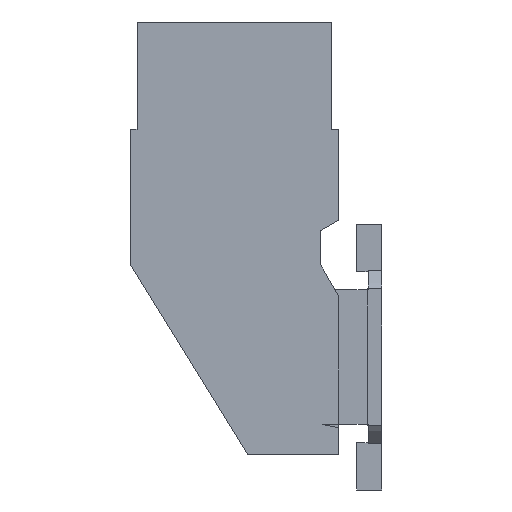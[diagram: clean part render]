
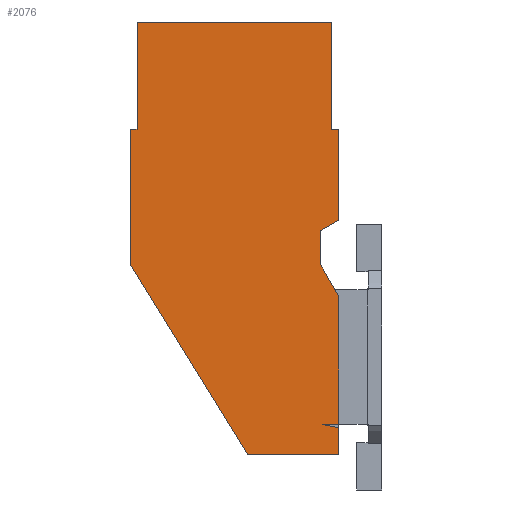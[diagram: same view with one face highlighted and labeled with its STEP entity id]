
A CAD part, left-side view. The second image highlights one B-rep face of the part: STEP entity #2076.
In plain terms, the highlighted planar face has unit normal (-1, 0, 0).
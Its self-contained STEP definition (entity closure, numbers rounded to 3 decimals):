
#10 = VERTEX_POINT ( 'NONE', #870 ) ;
#18 = ORIENTED_EDGE ( 'NONE', *, *, #795, .F. ) ;
#32 = VECTOR ( 'NONE', #2809, 1000. ) ;
#36 = EDGE_LOOP ( 'NONE', ( #971, #1791, #2347, #681, #2584, #1690, #301, #398, #2987, #492, #485, #3127, #2446, #3182, #194, #18 ) ) ;
#82 = VECTOR ( 'NONE', #2697, 1000. ) ;
#91 = CARTESIAN_POINT ( 'NONE',  ( -191.5, 537., 500.5 ) ) ;
#116 = VECTOR ( 'NONE', #2699, 1000. ) ;
#132 = CARTESIAN_POINT ( 'NONE',  ( -191.5, 94., -147.5 ) ) ;
#142 = EDGE_CURVE ( 'NONE', #569, #1283, #192, .T. ) ;
#155 = LINE ( 'NONE', #91, #1601 ) ;
#189 = LINE ( 'NONE', #2545, #1801 ) ;
#192 = LINE ( 'NONE', #1009, #2246 ) ;
#193 = CARTESIAN_POINT ( 'NONE',  ( -191.5, 134., 277.406 ) ) ;
#194 = ORIENTED_EDGE ( 'NONE', *, *, #2152, .F. ) ;
#217 = CARTESIAN_POINT ( 'NONE',  ( -191.5, 552., 203.5 ) ) ;
#245 = VECTOR ( 'NONE', #3256, 1000. ) ;
#282 = VECTOR ( 'NONE', #1619, 1000. ) ;
#301 = ORIENTED_EDGE ( 'NONE', *, *, #430, .T. ) ;
#349 = EDGE_CURVE ( 'NONE', #1483, #477, #1407, .T. ) ;
#391 = VECTOR ( 'NONE', #3130, 1000. ) ;
#398 = ORIENTED_EDGE ( 'NONE', *, *, #142, .F. ) ;
#405 = EDGE_CURVE ( 'NONE', #1233, #1606, #3243, .T. ) ;
#413 = CARTESIAN_POINT ( 'NONE',  ( -191.5, 268.806, -119.108 ) ) ;
#430 = EDGE_CURVE ( 'NONE', #2159, #1283, #883, .T. ) ;
#438 = CARTESIAN_POINT ( 'NONE',  ( -191.5, 94., 735.5 ) ) ;
#477 = VERTEX_POINT ( 'NONE', #1998 ) ;
#485 = ORIENTED_EDGE ( 'NONE', *, *, #2131, .F. ) ;
#492 = ORIENTED_EDGE ( 'NONE', *, *, #887, .F. ) ;
#524 = VECTOR ( 'NONE', #1410, 1000. ) ;
#569 = VERTEX_POINT ( 'NONE', #217 ) ;
#610 = CARTESIAN_POINT ( 'NONE',  ( -191.5, 94., -214.5 ) ) ;
#625 = DIRECTION ( 'NONE',  ( 0., -1., 0. ) ) ;
#646 = EDGE_CURVE ( 'NONE', #2159, #1403, #155, .T. ) ;
#681 = ORIENTED_EDGE ( 'NONE', *, *, #2482, .F. ) ;
#688 = DIRECTION ( 'NONE',  ( 0., 1., 0. ) ) ;
#693 = CARTESIAN_POINT ( 'NONE',  ( -191.5, 94., 735.5 ) ) ;
#694 = EDGE_CURVE ( 'NONE', #1606, #1483, #3194, .T. ) ;
#718 = VERTEX_POINT ( 'NONE', #610 ) ;
#750 = EDGE_CURVE ( 'NONE', #1255, #1558, #919, .T. ) ;
#795 = EDGE_CURVE ( 'NONE', #477, #3039, #1718, .T. ) ;
#834 = DIRECTION ( 'NONE',  ( 0., 1., 0. ) ) ;
#870 = CARTESIAN_POINT ( 'NONE',  ( -191.5, 294., -214.5 ) ) ;
#883 = LINE ( 'NONE', #2456, #82 ) ;
#887 = EDGE_CURVE ( 'NONE', #718, #10, #2045, .T. ) ;
#919 = LINE ( 'NONE', #2920, #524 ) ;
#941 = CARTESIAN_POINT ( 'NONE',  ( -191.5, 130., -147.5 ) ) ;
#971 = ORIENTED_EDGE ( 'NONE', *, *, #349, .F. ) ;
#1005 = DIRECTION ( 'NONE',  ( 0., 0., -1. ) ) ;
#1009 = CARTESIAN_POINT ( 'NONE',  ( -191.5, 552., 735.5 ) ) ;
#1022 = CARTESIAN_POINT ( 'NONE',  ( -191.5, 110., 735.5 ) ) ;
#1233 = VERTEX_POINT ( 'NONE', #3003 ) ;
#1255 = VERTEX_POINT ( 'NONE', #1749 ) ;
#1283 = VERTEX_POINT ( 'NONE', #3055 ) ;
#1318 = VERTEX_POINT ( 'NONE', #1022 ) ;
#1319 = VECTOR ( 'NONE', #2801, 1000. ) ;
#1370 = CARTESIAN_POINT ( 'NONE',  ( -191.5, 94., 300.5 ) ) ;
#1377 = VECTOR ( 'NONE', #2737, 1000. ) ;
#1378 = DIRECTION ( 'NONE',  ( 0., 0., 1. ) ) ;
#1379 = VECTOR ( 'NONE', #625, 1000. ) ;
#1391 = CARTESIAN_POINT ( 'NONE',  ( -191.5, -94.361, 409.25 ) ) ;
#1403 = VERTEX_POINT ( 'NONE', #2597 ) ;
#1406 = EDGE_CURVE ( 'NONE', #1558, #2018, #1552, .T. ) ;
#1407 = LINE ( 'NONE', #1391, #245 ) ;
#1410 = DIRECTION ( 'NONE',  ( 0., 0., -1. ) ) ;
#1483 = VERTEX_POINT ( 'NONE', #1370 ) ;
#1494 = VECTOR ( 'NONE', #2825, 1000. ) ;
#1520 = DIRECTION ( 'NONE',  ( 0., 0., 1. ) ) ;
#1533 = VECTOR ( 'NONE', #2507, 1000. ) ;
#1534 = LINE ( 'NONE', #3347, #1533 ) ;
#1552 = LINE ( 'NONE', #2115, #3226 ) ;
#1558 = VERTEX_POINT ( 'NONE', #132 ) ;
#1601 = VECTOR ( 'NONE', #1378, 1000. ) ;
#1605 = CARTESIAN_POINT ( 'NONE',  ( -191.5, 537., 500.5 ) ) ;
#1606 = VERTEX_POINT ( 'NONE', #2228 ) ;
#1619 = DIRECTION ( 'NONE',  ( 0., -0.5, -0.866 ) ) ;
#1664 = LINE ( 'NONE', #413, #116 ) ;
#1690 = ORIENTED_EDGE ( 'NONE', *, *, #646, .F. ) ;
#1718 = LINE ( 'NONE', #193, #32 ) ;
#1749 = CARTESIAN_POINT ( 'NONE',  ( -191.5, 94., 133.124 ) ) ;
#1791 = ORIENTED_EDGE ( 'NONE', *, *, #694, .F. ) ;
#1801 = VECTOR ( 'NONE', #1005, 1000. ) ;
#1864 = VERTEX_POINT ( 'NONE', #2175 ) ;
#1998 = CARTESIAN_POINT ( 'NONE',  ( -191.5, 134., 277.406 ) ) ;
#2018 = VERTEX_POINT ( 'NONE', #941 ) ;
#2045 = LINE ( 'NONE', #3082, #1494 ) ;
#2076 = ADVANCED_FACE ( 'NONE', ( #3299 ), #3045, .T. ) ;
#2105 = CARTESIAN_POINT ( 'NONE',  ( -191.5, 354.836, 584.906 ) ) ;
#2115 = CARTESIAN_POINT ( 'NONE',  ( -191.5, 94., -147.5 ) ) ;
#2131 = EDGE_CURVE ( 'NONE', #1864, #718, #3067, .T. ) ;
#2152 = EDGE_CURVE ( 'NONE', #3039, #1255, #2813, .T. ) ;
#2159 = VERTEX_POINT ( 'NONE', #1605 ) ;
#2175 = CARTESIAN_POINT ( 'NONE',  ( -191.5, 94., -154.864 ) ) ;
#2224 = DIRECTION ( 'NONE',  ( -1., 0., 0. ) ) ;
#2228 = CARTESIAN_POINT ( 'NONE',  ( -191.5, 94., 500.5 ) ) ;
#2246 = VECTOR ( 'NONE', #1520, 1000. ) ;
#2342 = EDGE_CURVE ( 'NONE', #2018, #1864, #1664, .T. ) ;
#2347 = ORIENTED_EDGE ( 'NONE', *, *, #405, .F. ) ;
#2446 = ORIENTED_EDGE ( 'NONE', *, *, #1406, .F. ) ;
#2452 = EDGE_CURVE ( 'NONE', #10, #569, #1534, .T. ) ;
#2456 = CARTESIAN_POINT ( 'NONE',  ( -191.5, 537., 500.5 ) ) ;
#2461 = CARTESIAN_POINT ( 'NONE',  ( -191.5, 94., 500.5 ) ) ;
#2482 = EDGE_CURVE ( 'NONE', #1318, #1233, #189, .T. ) ;
#2507 = DIRECTION ( 'NONE',  ( 0., 0.525, 0.851 ) ) ;
#2545 = CARTESIAN_POINT ( 'NONE',  ( -191.5, 110., 735.5 ) ) ;
#2584 = ORIENTED_EDGE ( 'NONE', *, *, #2867, .F. ) ;
#2596 = CARTESIAN_POINT ( 'NONE',  ( -191.5, 134., 202.406 ) ) ;
#2597 = CARTESIAN_POINT ( 'NONE',  ( -191.5, 537., 735.5 ) ) ;
#2680 = CARTESIAN_POINT ( 'NONE',  ( -191.5, 104., 500.5 ) ) ;
#2697 = DIRECTION ( 'NONE',  ( 0., 1., 0. ) ) ;
#2699 = DIRECTION ( 'NONE',  ( 0., -0.98, -0.2 ) ) ;
#2737 = DIRECTION ( 'NONE',  ( 0., 0., -1. ) ) ;
#2801 = DIRECTION ( 'NONE',  ( 0., -1., 0. ) ) ;
#2809 = DIRECTION ( 'NONE',  ( 0., 0., -1. ) ) ;
#2813 = LINE ( 'NONE', #2105, #282 ) ;
#2825 = DIRECTION ( 'NONE',  ( 0., 1., 0. ) ) ;
#2867 = EDGE_CURVE ( 'NONE', #1403, #1318, #3270, .T. ) ;
#2920 = CARTESIAN_POINT ( 'NONE',  ( -191.5, 94., 500.5 ) ) ;
#2987 = ORIENTED_EDGE ( 'NONE', *, *, #2452, .F. ) ;
#3003 = CARTESIAN_POINT ( 'NONE',  ( -191.5, 110., 500.5 ) ) ;
#3039 = VERTEX_POINT ( 'NONE', #2596 ) ;
#3044 = AXIS2_PLACEMENT_3D ( 'NONE', #438, #2224, #688 ) ;
#3045 = PLANE ( 'NONE',  #3044 ) ;
#3055 = CARTESIAN_POINT ( 'NONE',  ( -191.5, 552., 500.5 ) ) ;
#3067 = LINE ( 'NONE', #3178, #391 ) ;
#3082 = CARTESIAN_POINT ( 'NONE',  ( -191.5, 94., -214.5 ) ) ;
#3127 = ORIENTED_EDGE ( 'NONE', *, *, #2342, .F. ) ;
#3130 = DIRECTION ( 'NONE',  ( 0., 0., -1. ) ) ;
#3178 = CARTESIAN_POINT ( 'NONE',  ( -191.5, 94., 500.5 ) ) ;
#3182 = ORIENTED_EDGE ( 'NONE', *, *, #750, .F. ) ;
#3194 = LINE ( 'NONE', #2461, #1377 ) ;
#3226 = VECTOR ( 'NONE', #834, 1000. ) ;
#3243 = LINE ( 'NONE', #2680, #1379 ) ;
#3256 = DIRECTION ( 'NONE',  ( 0., 0.866, -0.5 ) ) ;
#3270 = LINE ( 'NONE', #693, #1319 ) ;
#3299 = FACE_OUTER_BOUND ( 'NONE', #36, .T. ) ;
#3347 = CARTESIAN_POINT ( 'NONE',  ( -191.5, 294., -214.5 ) ) ;
